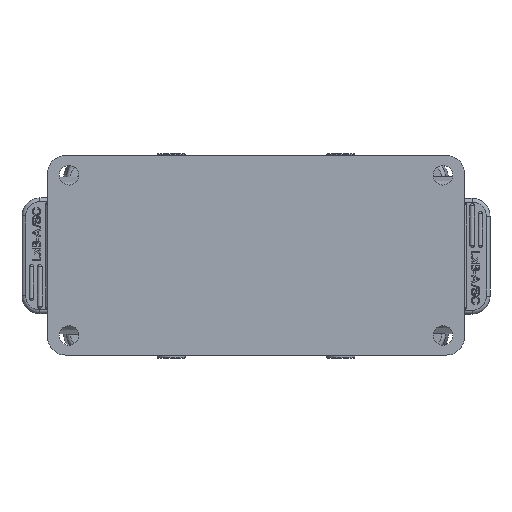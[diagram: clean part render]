
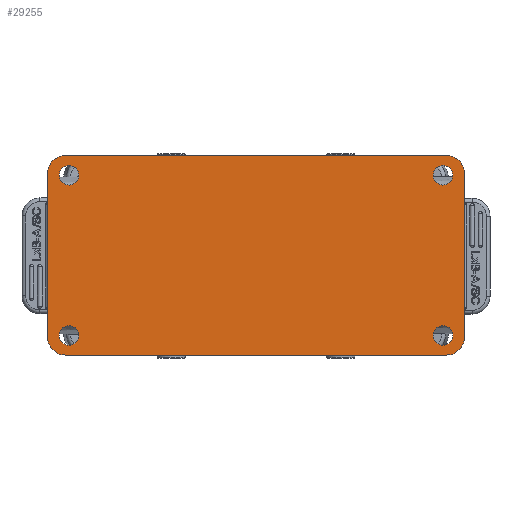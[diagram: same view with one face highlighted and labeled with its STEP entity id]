
A CAD part, front view. The second image highlights one B-rep face of the part: STEP entity #29255.
In plain terms, the highlighted planar face has unit normal (0, -1, 0).
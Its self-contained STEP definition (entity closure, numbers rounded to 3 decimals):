
#2902=DIRECTION('',(0.,0.,1.));
#2903=VECTOR('',#2902,46.);
#2904=CARTESIAN_POINT('',(118.,0.,
-22.82));
#2905=LINE('',#2904,#2903);
#2924=DIRECTION('',(-1.,0.,0.));
#2925=VECTOR('',#2924,107.);
#2926=CARTESIAN_POINT('',(113.,0.,
28.18));
#2927=LINE('',#2926,#2925);
#3201=CARTESIAN_POINT('',(113.,0.,
-22.82));
#3202=DIRECTION('',(0.,1.,0.));
#3203=DIRECTION('',(1.,0.,0.));
#3204=AXIS2_PLACEMENT_3D('',#3201,#3202,#3203);
#3206=DIRECTION('',(-1.,0.,0.));
#3207=VECTOR('',#3206,107.);
#3208=CARTESIAN_POINT('',(113.,0.,
-27.82));
#3209=LINE('',#3208,#3207);
#3210=CARTESIAN_POINT('',(6.,0.,
-22.82));
#3211=DIRECTION('',(0.,1.,0.));
#3212=DIRECTION('',(0.,0.,-1.));
#3213=AXIS2_PLACEMENT_3D('',#3210,#3211,#3212);
#3215=CARTESIAN_POINT('',(6.,0.,
23.18));
#3216=DIRECTION('',(0.,1.,0.));
#3217=DIRECTION('',(-1.,0.,0.));
#3218=AXIS2_PLACEMENT_3D('',#3215,#3216,#3217);
#3220=CARTESIAN_POINT('',(113.,0.,
23.18));
#3221=DIRECTION('',(0.,1.,0.));
#3222=DIRECTION('',(0.,0.,1.));
#3223=AXIS2_PLACEMENT_3D('',#3220,#3221,#3222);
#3225=CARTESIAN_POINT('',(7.,0.,
22.68));
#3226=DIRECTION('',(0.,-1.,0.));
#3227=DIRECTION('',(0.,0.,1.));
#3228=AXIS2_PLACEMENT_3D('',#3225,#3226,#3227);
#3230=CARTESIAN_POINT('',(7.,0.,
22.68));
#3231=DIRECTION('',(0.,-1.,0.));
#3232=DIRECTION('',(0.,0.,-1.));
#3233=AXIS2_PLACEMENT_3D('',#3230,#3231,#3232);
#3235=CARTESIAN_POINT('',(7.,0.,
-22.32));
#3236=DIRECTION('',(0.,-1.,0.));
#3237=DIRECTION('',(0.,0.,1.));
#3238=AXIS2_PLACEMENT_3D('',#3235,#3236,#3237);
#3240=CARTESIAN_POINT('',(7.,0.,
-22.32));
#3241=DIRECTION('',(0.,-1.,0.));
#3242=DIRECTION('',(0.,0.,-1.));
#3243=AXIS2_PLACEMENT_3D('',#3240,#3241,#3242);
#3245=CARTESIAN_POINT('',(112.,0.,
-22.32));
#3246=DIRECTION('',(0.,-1.,0.));
#3247=DIRECTION('',(0.,0.,1.));
#3248=AXIS2_PLACEMENT_3D('',#3245,#3246,#3247);
#3250=CARTESIAN_POINT('',(112.,0.,
-22.32));
#3251=DIRECTION('',(0.,-1.,0.));
#3252=DIRECTION('',(0.,0.,-1.));
#3253=AXIS2_PLACEMENT_3D('',#3250,#3251,#3252);
#3255=CARTESIAN_POINT('',(112.,0.,
22.68));
#3256=DIRECTION('',(0.,-1.,0.));
#3257=DIRECTION('',(0.,0.,1.));
#3258=AXIS2_PLACEMENT_3D('',#3255,#3256,#3257);
#3260=CARTESIAN_POINT('',(112.,0.,
22.68));
#3261=DIRECTION('',(0.,-1.,0.));
#3262=DIRECTION('',(0.,0.,-1.));
#3263=AXIS2_PLACEMENT_3D('',#3260,#3261,#3262);
#5766=DIRECTION('',(0.,0.,-1.));
#5767=VECTOR('',#5766,46.);
#5768=CARTESIAN_POINT('',(1.,0.,
23.18));
#5769=LINE('',#5768,#5767);
#20796=CARTESIAN_POINT('',(118.,0.,
23.18));
#20798=VERTEX_POINT('',#20796);
#20819=CARTESIAN_POINT('',(118.,0.,
-22.82));
#20820=VERTEX_POINT('',#20819);
#20821=CARTESIAN_POINT('',(113.,0.,
28.18));
#20823=VERTEX_POINT('',#20821);
#20827=CARTESIAN_POINT('',(6.,0.,
28.18));
#20828=VERTEX_POINT('',#20827);
#20863=CARTESIAN_POINT('',(112.,0.,
25.43));
#20864=CARTESIAN_POINT('',(112.,0.,
19.93));
#20865=VERTEX_POINT('',#20863);
#20866=VERTEX_POINT('',#20864);
#20867=CARTESIAN_POINT('',(113.,0.,
-27.82));
#20868=VERTEX_POINT('',#20867);
#20869=CARTESIAN_POINT('',(6.,0.,
-27.82));
#20870=VERTEX_POINT('',#20869);
#20871=CARTESIAN_POINT('',(1.,0.,
-22.82));
#20872=VERTEX_POINT('',#20871);
#20873=CARTESIAN_POINT('',(1.,0.,
23.18));
#20874=VERTEX_POINT('',#20873);
#20875=CARTESIAN_POINT('',(7.,0.,
25.43));
#20876=CARTESIAN_POINT('',(7.,0.,
19.93));
#20877=VERTEX_POINT('',#20875);
#20878=VERTEX_POINT('',#20876);
#20879=CARTESIAN_POINT('',(7.,0.,
-19.57));
#20880=CARTESIAN_POINT('',(7.,0.,
-25.07));
#20881=VERTEX_POINT('',#20879);
#20882=VERTEX_POINT('',#20880);
#20883=CARTESIAN_POINT('',(112.,0.,
-19.57));
#20884=CARTESIAN_POINT('',(112.,0.,
-25.07));
#20885=VERTEX_POINT('',#20883);
#20886=VERTEX_POINT('',#20884);
#29212=CARTESIAN_POINT('',(59.5,0.,
0.18));
#29213=DIRECTION('',(0.,1.,0.));
#29214=DIRECTION('',(0.,0.,1.));
#29215=AXIS2_PLACEMENT_3D('',#29212,#29213,#29214);
#29216=PLANE('',#29215);
#29217=ORIENTED_EDGE('',*,*,#28334,.F.);
#29219=ORIENTED_EDGE('',*,*,#29218,.T.);
#29221=ORIENTED_EDGE('',*,*,#29220,.T.);
#29223=ORIENTED_EDGE('',*,*,#29222,.T.);
#29225=ORIENTED_EDGE('',*,*,#29224,.F.);
#29227=ORIENTED_EDGE('',*,*,#29226,.T.);
#29228=ORIENTED_EDGE('',*,*,#28368,.F.);
#29229=ORIENTED_EDGE('',*,*,#28355,.T.);
#29230=EDGE_LOOP('',(#29217,#29219,#29221,#29223,#29225,#29227,#29228,#29229));
#29231=FACE_OUTER_BOUND('',#29230,.F.);
#29233=ORIENTED_EDGE('',*,*,#29232,.T.);
#29235=ORIENTED_EDGE('',*,*,#29234,.T.);
#29236=EDGE_LOOP('',(#29233,#29235));
#29237=FACE_BOUND('',#29236,.F.);
#29239=ORIENTED_EDGE('',*,*,#29238,.T.);
#29241=ORIENTED_EDGE('',*,*,#29240,.T.);
#29242=EDGE_LOOP('',(#29239,#29241));
#29243=FACE_BOUND('',#29242,.F.);
#29245=ORIENTED_EDGE('',*,*,#29244,.T.);
#29247=ORIENTED_EDGE('',*,*,#29246,.T.);
#29248=EDGE_LOOP('',(#29245,#29247));
#29249=FACE_BOUND('',#29248,.F.);
#29250=ORIENTED_EDGE('',*,*,#29202,.T.);
#29252=ORIENTED_EDGE('',*,*,#29251,.T.);
#29253=EDGE_LOOP('',(#29250,#29252));
#29254=FACE_BOUND('',#29253,.F.);
#3205=CIRCLE('',#3204,5.);
#3214=CIRCLE('',#3213,5.);
#3219=CIRCLE('',#3218,5.);
#3224=CIRCLE('',#3223,5.);
#3229=CIRCLE('',#3228,2.75);
#3234=CIRCLE('',#3233,2.75);
#3239=CIRCLE('',#3238,2.75);
#3244=CIRCLE('',#3243,2.75);
#3249=CIRCLE('',#3248,2.75);
#3254=CIRCLE('',#3253,2.75);
#3259=CIRCLE('',#3258,2.75);
#3264=CIRCLE('',#3263,2.75);
#28334=EDGE_CURVE('',#20820,#20798,#2905,.T.);
#28355=EDGE_CURVE('',#20823,#20798,#3224,.T.);
#28368=EDGE_CURVE('',#20823,#20828,#2927,.T.);
#29202=EDGE_CURVE('',#20865,#20866,#3259,.T.);
#29218=EDGE_CURVE('',#20820,#20868,#3205,.T.);
#29220=EDGE_CURVE('',#20868,#20870,#3209,.T.);
#29222=EDGE_CURVE('',#20870,#20872,#3214,.T.);
#29224=EDGE_CURVE('',#20874,#20872,#5769,.T.);
#29226=EDGE_CURVE('',#20874,#20828,#3219,.T.);
#29232=EDGE_CURVE('',#20877,#20878,#3229,.T.);
#29234=EDGE_CURVE('',#20878,#20877,#3234,.T.);
#29238=EDGE_CURVE('',#20881,#20882,#3239,.T.);
#29240=EDGE_CURVE('',#20882,#20881,#3244,.T.);
#29244=EDGE_CURVE('',#20885,#20886,#3249,.T.);
#29246=EDGE_CURVE('',#20886,#20885,#3254,.T.);
#29251=EDGE_CURVE('',#20866,#20865,#3264,.T.);
#29255=ADVANCED_FACE('',(#29231,#29237,#29243,#29249,#29254),#29216,.F.);
